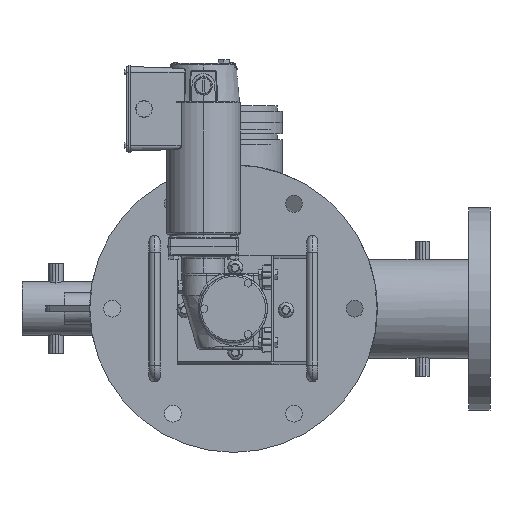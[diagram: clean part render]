
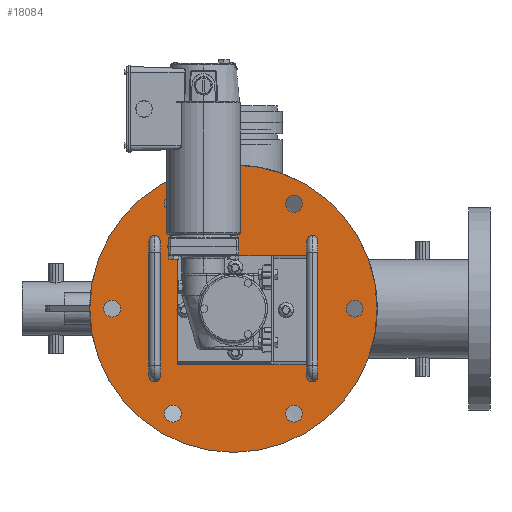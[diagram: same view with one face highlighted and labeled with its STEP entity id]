
A CAD part, left-side view. The second image highlights one B-rep face of the part: STEP entity #18084.
In plain terms, the highlighted planar face has unit normal (-1, 0, 0).
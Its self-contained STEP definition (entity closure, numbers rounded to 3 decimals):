
#166 = AXIS2_PLACEMENT_3D ( 'NONE', #20755, #9435, #3804 ) ;
#982 = EDGE_CURVE ( 'NONE', #3706, #23145, #20235, .T. ) ;
#1111 = VERTEX_POINT ( 'NONE', #4434 ) ;
#1936 = EDGE_CURVE ( 'NONE', #16096, #29945, #3040, .T. ) ;
#2854 = DIRECTION ( 'NONE',  ( 0., -1., 0. ) ) ;
#3040 = CIRCLE ( 'NONE', #23174, 9.525 ) ;
#3706 = VERTEX_POINT ( 'NONE', #20255 ) ;
#3794 = ORIENTED_EDGE ( 'NONE', *, *, #12076, .F. ) ;
#3804 = DIRECTION ( 'NONE',  ( 0., -1., 0. ) ) ;
#3808 = DIRECTION ( 'NONE',  ( 0., 0., 1. ) ) ;
#4017 = AXIS2_PLACEMENT_3D ( 'NONE', #35005, #23952, #3808 ) ;
#4259 = ORIENTED_EDGE ( 'NONE', *, *, #8985, .F. ) ;
#4296 = DIRECTION ( 'NONE',  ( 0., 0., -1. ) ) ;
#4434 = CARTESIAN_POINT ( 'NONE',  ( -25.4, -58.738, -118.234 ) ) ;
#4536 = CIRCLE ( 'NONE', #19013, 9.525 ) ;
#5503 = AXIS2_PLACEMENT_3D ( 'NONE', #30399, #25125, #10830 ) ;
#5616 = EDGE_CURVE ( 'NONE', #22804, #14380, #26248, .T. ) ;
#5727 = CARTESIAN_POINT ( 'NONE',  ( -25.4, 58.738, 118.234 ) ) ;
#5805 = ORIENTED_EDGE ( 'NONE', *, *, #11663, .F. ) ;
#6092 = EDGE_CURVE ( 'NONE', #11563, #1111, #10802, .T. ) ;
#6243 = EDGE_CURVE ( 'NONE', #33796, #26352, #28829, .T. ) ;
#6263 = VERTEX_POINT ( 'NONE', #27884 ) ;
#6780 = ORIENTED_EDGE ( 'NONE', *, *, #14661, .F. ) ;
#7625 = ORIENTED_EDGE ( 'NONE', *, *, #20156, .F. ) ;
#7862 = CIRCLE ( 'NONE', #23181, 9.525 ) ;
#8079 = FACE_BOUND ( 'NONE', #10518, .T. ) ;
#8954 = ORIENTED_EDGE ( 'NONE', *, *, #1936, .F. ) ;
#8985 = EDGE_CURVE ( 'NONE', #1111, #11563, #4536, .T. ) ;
#9435 = DIRECTION ( 'NONE',  ( -1., 0., 0. ) ) ;
#9730 = EDGE_CURVE ( 'NONE', #29945, #16096, #22077, .T. ) ;
#9921 = CIRCLE ( 'NONE', #10000, 161.925 ) ;
#10000 = AXIS2_PLACEMENT_3D ( 'NONE', #33418, #11042, #36104 ) ;
#10154 = DIRECTION ( 'NONE',  ( 1., 0., 0. ) ) ;
#10483 = CARTESIAN_POINT ( 'NONE',  ( -25.4, -136.525, 0. ) ) ;
#10518 = EDGE_LOOP ( 'NONE', ( #3794, #5805 ) ) ;
#10526 = CARTESIAN_POINT ( 'NONE',  ( -25.4, 68.262, -118.234 ) ) ;
#10546 = ORIENTED_EDGE ( 'NONE', *, *, #9730, .F. ) ;
#10802 = CIRCLE ( 'NONE', #166, 9.525 ) ;
#10830 = DIRECTION ( 'NONE',  ( 0., -1., 0. ) ) ;
#10898 = DIRECTION ( 'NONE',  ( 0., -1., 0. ) ) ;
#11042 = DIRECTION ( 'NONE',  ( -1., 0., 0. ) ) ;
#11563 = VERTEX_POINT ( 'NONE', #24496 ) ;
#11663 = EDGE_CURVE ( 'NONE', #6263, #29196, #34326, .T. ) ;
#11846 = CARTESIAN_POINT ( 'NONE',  ( -25.4, -68.262, 118.234 ) ) ;
#11925 = VERTEX_POINT ( 'NONE', #21251 ) ;
#12069 = CARTESIAN_POINT ( 'NONE',  ( -25.4, -58.737, 118.234 ) ) ;
#12070 = DIRECTION ( 'NONE',  ( -1., 0., 0. ) ) ;
#12076 = EDGE_CURVE ( 'NONE', #29196, #6263, #7862, .T. ) ;
#12255 = CARTESIAN_POINT ( 'NONE',  ( -25.4, 146.05, 0. ) ) ;
#12484 = FACE_BOUND ( 'NONE', #13289, .T. ) ;
#12757 = PLANE ( 'NONE',  #14563 ) ;
#13243 = ORIENTED_EDGE ( 'NONE', *, *, #982, .F. ) ;
#13289 = EDGE_LOOP ( 'NONE', ( #18324, #24979 ) ) ;
#13359 = CARTESIAN_POINT ( 'NONE',  ( -25.4, 68.263, 118.234 ) ) ;
#13463 = AXIS2_PLACEMENT_3D ( 'NONE', #20184, #34435, #23386 ) ;
#13996 = DIRECTION ( 'NONE',  ( 0., -1., 0. ) ) ;
#14380 = VERTEX_POINT ( 'NONE', #28728 ) ;
#14563 = AXIS2_PLACEMENT_3D ( 'NONE', #26778, #10154, #4296 ) ;
#14661 = EDGE_CURVE ( 'NONE', #14380, #22804, #19152, .T. ) ;
#14773 = EDGE_LOOP ( 'NONE', ( #13243, #7625 ) ) ;
#15253 = CIRCLE ( 'NONE', #29334, 9.525 ) ;
#15573 = FACE_BOUND ( 'NONE', #30117, .T. ) ;
#15806 = DIRECTION ( 'NONE',  ( 0., -1., 0. ) ) ;
#16075 = EDGE_LOOP ( 'NONE', ( #6780, #32106 ) ) ;
#16096 = VERTEX_POINT ( 'NONE', #23252 ) ;
#16423 = DIRECTION ( 'NONE',  ( -1., 0., 0. ) ) ;
#16582 = EDGE_CURVE ( 'NONE', #11925, #35804, #9921, .T. ) ;
#16863 = FACE_BOUND ( 'NONE', #19780, .T. ) ;
#17527 = AXIS2_PLACEMENT_3D ( 'NONE', #36225, #16423, #13996 ) ;
#18084 = ADVANCED_FACE ( 'NONE', ( #18607, #12484, #23091, #16863, #15573, #8079, #31871 ), #12757, .F. ) ;
#18324 = ORIENTED_EDGE ( 'NONE', *, *, #6243, .F. ) ;
#18607 = FACE_BOUND ( 'NONE', #16075, .T. ) ;
#19013 = AXIS2_PLACEMENT_3D ( 'NONE', #27909, #28272, #19765 ) ;
#19152 = CIRCLE ( 'NONE', #30053, 9.525 ) ;
#19765 = DIRECTION ( 'NONE',  ( 0., -1., 0. ) ) ;
#19780 = EDGE_LOOP ( 'NONE', ( #8954, #10546 ) ) ;
#20156 = EDGE_CURVE ( 'NONE', #23145, #3706, #31163, .T. ) ;
#20184 = CARTESIAN_POINT ( 'NONE',  ( -25.4, -68.262, 118.234 ) ) ;
#20235 = CIRCLE ( 'NONE', #13463, 9.525 ) ;
#20255 = CARTESIAN_POINT ( 'NONE',  ( -25.4, -77.787, 118.234 ) ) ;
#20493 = EDGE_LOOP ( 'NONE', ( #27687, #34953 ) ) ;
#20755 = CARTESIAN_POINT ( 'NONE',  ( -25.4, -68.263, -118.234 ) ) ;
#21251 = CARTESIAN_POINT ( 'NONE',  ( -25.4, 0., 161.925 ) ) ;
#22077 = CIRCLE ( 'NONE', #23802, 9.525 ) ;
#22545 = CARTESIAN_POINT ( 'NONE',  ( -25.4, 136.525, 0. ) ) ;
#22804 = VERTEX_POINT ( 'NONE', #12255 ) ;
#23091 = FACE_BOUND ( 'NONE', #14773, .T. ) ;
#23145 = VERTEX_POINT ( 'NONE', #12069 ) ;
#23174 = AXIS2_PLACEMENT_3D ( 'NONE', #29727, #23828, #15806 ) ;
#23181 = AXIS2_PLACEMENT_3D ( 'NONE', #10526, #30357, #33050 ) ;
#23252 = CARTESIAN_POINT ( 'NONE',  ( -25.4, -146.05, 0. ) ) ;
#23386 = DIRECTION ( 'NONE',  ( 0., -1., 0. ) ) ;
#23483 = AXIS2_PLACEMENT_3D ( 'NONE', #13359, #30343, #36220 ) ;
#23802 = AXIS2_PLACEMENT_3D ( 'NONE', #10483, #32881, #35327 ) ;
#23828 = DIRECTION ( 'NONE',  ( -1., 0., 0. ) ) ;
#23952 = DIRECTION ( 'NONE',  ( -1., 0., 0. ) ) ;
#24496 = CARTESIAN_POINT ( 'NONE',  ( -25.4, -77.788, -118.234 ) ) ;
#24979 = ORIENTED_EDGE ( 'NONE', *, *, #33632, .F. ) ;
#25125 = DIRECTION ( 'NONE',  ( -1., 0., 0. ) ) ;
#25387 = DIRECTION ( 'NONE',  ( -1., 0., 0. ) ) ;
#26248 = CIRCLE ( 'NONE', #17527, 9.525 ) ;
#26352 = VERTEX_POINT ( 'NONE', #34989 ) ;
#26778 = CARTESIAN_POINT ( 'NONE',  ( -25.4, 0., 0. ) ) ;
#27687 = ORIENTED_EDGE ( 'NONE', *, *, #16582, .T. ) ;
#27745 = CARTESIAN_POINT ( 'NONE',  ( -25.4, -127., 0. ) ) ;
#27884 = CARTESIAN_POINT ( 'NONE',  ( -25.4, 77.787, -118.234 ) ) ;
#27909 = CARTESIAN_POINT ( 'NONE',  ( -25.4, -68.263, -118.234 ) ) ;
#28272 = DIRECTION ( 'NONE',  ( -1., 0., 0. ) ) ;
#28432 = CARTESIAN_POINT ( 'NONE',  ( -25.4, 0., -161.925 ) ) ;
#28728 = CARTESIAN_POINT ( 'NONE',  ( -25.4, 127., 0. ) ) ;
#28829 = CIRCLE ( 'NONE', #23483, 9.525 ) ;
#28934 = CIRCLE ( 'NONE', #4017, 161.925 ) ;
#29160 = EDGE_CURVE ( 'NONE', #35804, #11925, #28934, .T. ) ;
#29196 = VERTEX_POINT ( 'NONE', #32206 ) ;
#29334 = AXIS2_PLACEMENT_3D ( 'NONE', #33396, #35704, #10898 ) ;
#29727 = CARTESIAN_POINT ( 'NONE',  ( -25.4, -136.525, 0. ) ) ;
#29945 = VERTEX_POINT ( 'NONE', #27745 ) ;
#30053 = AXIS2_PLACEMENT_3D ( 'NONE', #22545, #25387, #2854 ) ;
#30117 = EDGE_LOOP ( 'NONE', ( #32222, #4259 ) ) ;
#30343 = DIRECTION ( 'NONE',  ( -1., 0., 0. ) ) ;
#30357 = DIRECTION ( 'NONE',  ( -1., 0., 0. ) ) ;
#30399 = CARTESIAN_POINT ( 'NONE',  ( -25.4, 68.262, -118.234 ) ) ;
#31163 = CIRCLE ( 'NONE', #35320, 9.525 ) ;
#31871 = FACE_OUTER_BOUND ( 'NONE', #20493, .T. ) ;
#32106 = ORIENTED_EDGE ( 'NONE', *, *, #5616, .F. ) ;
#32206 = CARTESIAN_POINT ( 'NONE',  ( -25.4, 58.737, -118.234 ) ) ;
#32222 = ORIENTED_EDGE ( 'NONE', *, *, #6092, .F. ) ;
#32881 = DIRECTION ( 'NONE',  ( -1., 0., 0. ) ) ;
#33050 = DIRECTION ( 'NONE',  ( 0., -1., 0. ) ) ;
#33396 = CARTESIAN_POINT ( 'NONE',  ( -25.4, 68.263, 118.234 ) ) ;
#33418 = CARTESIAN_POINT ( 'NONE',  ( -25.4, 0., 0. ) ) ;
#33632 = EDGE_CURVE ( 'NONE', #26352, #33796, #15253, .T. ) ;
#33796 = VERTEX_POINT ( 'NONE', #5727 ) ;
#34326 = CIRCLE ( 'NONE', #5503, 9.525 ) ;
#34435 = DIRECTION ( 'NONE',  ( -1., 0., 0. ) ) ;
#34556 = DIRECTION ( 'NONE',  ( 0., -1., 0. ) ) ;
#34953 = ORIENTED_EDGE ( 'NONE', *, *, #29160, .T. ) ;
#34989 = CARTESIAN_POINT ( 'NONE',  ( -25.4, 77.788, 118.234 ) ) ;
#35005 = CARTESIAN_POINT ( 'NONE',  ( -25.4, 0., 0. ) ) ;
#35320 = AXIS2_PLACEMENT_3D ( 'NONE', #11846, #12070, #34556 ) ;
#35327 = DIRECTION ( 'NONE',  ( 0., -1., 0. ) ) ;
#35704 = DIRECTION ( 'NONE',  ( -1., 0., 0. ) ) ;
#35804 = VERTEX_POINT ( 'NONE', #28432 ) ;
#36104 = DIRECTION ( 'NONE',  ( 0., 0., 1. ) ) ;
#36220 = DIRECTION ( 'NONE',  ( 0., -1., 0. ) ) ;
#36225 = CARTESIAN_POINT ( 'NONE',  ( -25.4, 136.525, 0. ) ) ;
